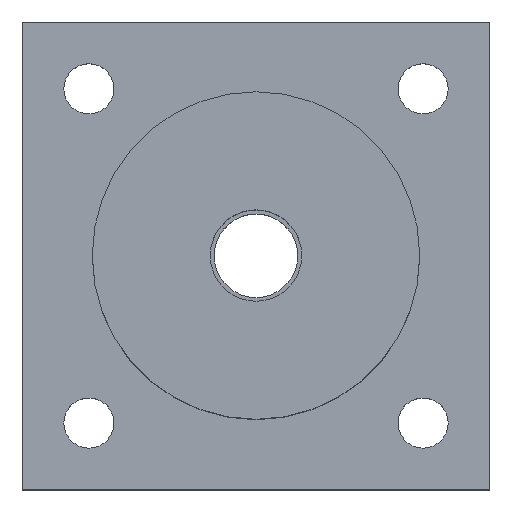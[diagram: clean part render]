
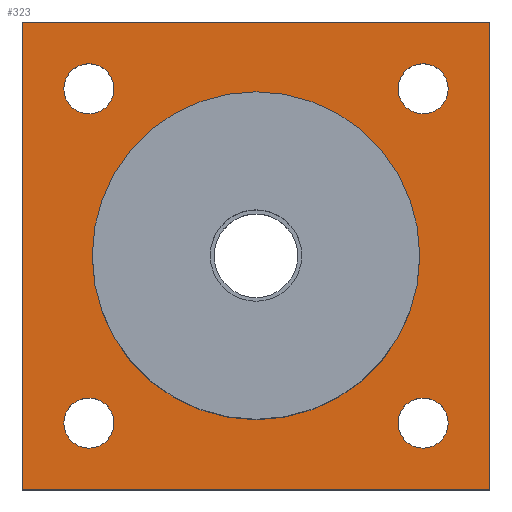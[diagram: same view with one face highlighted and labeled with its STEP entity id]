
A CAD part, top view. The second image highlights one B-rep face of the part: STEP entity #323.
In plain terms, the highlighted planar face has unit normal (0, 0, 1).
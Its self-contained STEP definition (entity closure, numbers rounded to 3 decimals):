
#19=FACE_BOUND('',#78,.T.);
#20=FACE_BOUND('',#79,.T.);
#21=FACE_BOUND('',#80,.T.);
#22=FACE_BOUND('',#81,.T.);
#23=FACE_BOUND('',#82,.T.);
#36=PLANE('',#374);
#55=FACE_OUTER_BOUND('',#77,.T.);
#77=EDGE_LOOP('',(#279,#280,#281,#282));
#78=EDGE_LOOP('',(#283));
#79=EDGE_LOOP('',(#284));
#80=EDGE_LOOP('',(#285));
#81=EDGE_LOOP('',(#286));
#82=EDGE_LOOP('',(#287));
#101=LINE('',#541,#123);
#104=LINE('',#547,#126);
#107=LINE('',#553,#129);
#110=LINE('',#557,#132);
#123=VECTOR('',#454,10.);
#126=VECTOR('',#459,10.);
#129=VECTOR('',#464,10.);
#132=VECTOR('',#469,10.);
#139=CIRCLE('',#350,9.8);
#143=CIRCLE('',#359,1.5);
#145=CIRCLE('',#362,1.5);
#147=CIRCLE('',#365,1.5);
#149=CIRCLE('',#368,1.5);
#157=VERTEX_POINT('',#495);
#161=VERTEX_POINT('',#511);
#163=VERTEX_POINT('',#517);
#165=VERTEX_POINT('',#523);
#167=VERTEX_POINT('',#529);
#171=VERTEX_POINT('',#538);
#172=VERTEX_POINT('',#540);
#174=VERTEX_POINT('',#546);
#176=VERTEX_POINT('',#552);
#187=EDGE_CURVE('',#157,#157,#139,.T.);
#193=EDGE_CURVE('',#161,#161,#143,.T.);
#196=EDGE_CURVE('',#163,#163,#145,.T.);
#199=EDGE_CURVE('',#165,#165,#147,.T.);
#202=EDGE_CURVE('',#167,#167,#149,.T.);
#207=EDGE_CURVE('',#172,#171,#101,.T.);
#210=EDGE_CURVE('',#174,#172,#104,.T.);
#213=EDGE_CURVE('',#176,#174,#107,.T.);
#216=EDGE_CURVE('',#171,#176,#110,.T.);
#279=ORIENTED_EDGE('',*,*,#216,.T.);
#280=ORIENTED_EDGE('',*,*,#213,.T.);
#281=ORIENTED_EDGE('',*,*,#210,.T.);
#282=ORIENTED_EDGE('',*,*,#207,.T.);
#283=ORIENTED_EDGE('',*,*,#187,.T.);
#284=ORIENTED_EDGE('',*,*,#202,.T.);
#285=ORIENTED_EDGE('',*,*,#199,.T.);
#286=ORIENTED_EDGE('',*,*,#196,.T.);
#287=ORIENTED_EDGE('',*,*,#193,.T.);
#323=ADVANCED_FACE('',(#55,#19,#20,#21,#22,#23),#36,.T.);
#350=AXIS2_PLACEMENT_3D('',#497,#404,#405);
#359=AXIS2_PLACEMENT_3D('',#512,#424,#425);
#362=AXIS2_PLACEMENT_3D('',#518,#431,#432);
#365=AXIS2_PLACEMENT_3D('',#524,#438,#439);
#368=AXIS2_PLACEMENT_3D('',#530,#445,#446);
#374=AXIS2_PLACEMENT_3D('',#558,#470,#471);
#404=DIRECTION('center_axis',(0.,0.,-1.));
#405=DIRECTION('ref_axis',(-1.,0.,0.));
#424=DIRECTION('center_axis',(0.,0.,-1.));
#425=DIRECTION('ref_axis',(-1.,0.,0.));
#431=DIRECTION('center_axis',(0.,0.,-1.));
#432=DIRECTION('ref_axis',(-1.,0.,0.));
#438=DIRECTION('center_axis',(0.,0.,-1.));
#439=DIRECTION('ref_axis',(-1.,0.,0.));
#445=DIRECTION('center_axis',(0.,0.,-1.));
#446=DIRECTION('ref_axis',(-1.,0.,0.));
#454=DIRECTION('',(0.,1.,0.));
#459=DIRECTION('',(1.,0.,0.));
#464=DIRECTION('',(0.,-1.,0.));
#469=DIRECTION('',(-1.,0.,0.));
#470=DIRECTION('center_axis',(0.,0.,1.));
#471=DIRECTION('ref_axis',(-1.,0.,0.));
#495=CARTESIAN_POINT('',(9.8,0.,73.));
#497=CARTESIAN_POINT('Origin',(0.,0.,73.));
#511=CARTESIAN_POINT('',(-8.5,10.,73.));
#512=CARTESIAN_POINT('Origin',(-10.,10.,73.));
#517=CARTESIAN_POINT('',(11.5,10.,73.));
#518=CARTESIAN_POINT('Origin',(10.,10.,73.));
#523=CARTESIAN_POINT('',(11.5,-10.,73.));
#524=CARTESIAN_POINT('Origin',(10.,-10.,73.));
#529=CARTESIAN_POINT('',(-8.5,-10.,73.));
#530=CARTESIAN_POINT('Origin',(-10.,-10.,73.));
#538=CARTESIAN_POINT('',(14.,14.,73.));
#540=CARTESIAN_POINT('',(14.,-14.,73.));
#541=CARTESIAN_POINT('',(14.,-14.,73.));
#546=CARTESIAN_POINT('',(-14.,-14.,73.));
#547=CARTESIAN_POINT('',(-14.,-14.,73.));
#552=CARTESIAN_POINT('',(-14.,14.,73.));
#553=CARTESIAN_POINT('',(-14.,14.,73.));
#557=CARTESIAN_POINT('',(14.,14.,73.));
#558=CARTESIAN_POINT('Origin',(0.,0.,73.));
